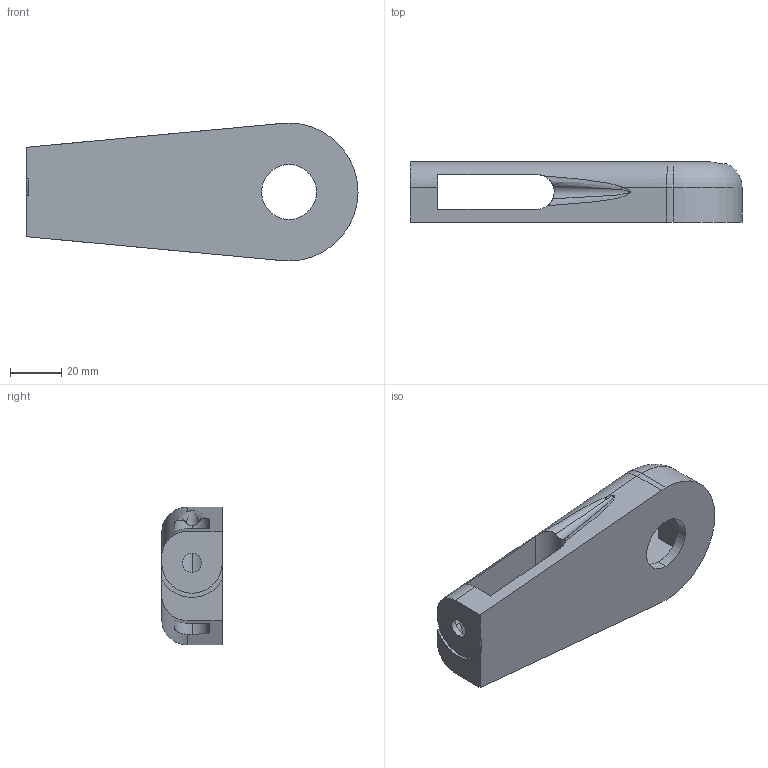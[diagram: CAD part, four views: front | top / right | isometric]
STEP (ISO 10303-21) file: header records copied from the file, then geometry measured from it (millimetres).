
FILE_DESCRIPTION (( 'STEP AP203' ), '1' );
FILE_NAME ('Arm 2_Default_sldprt.STEP', '2024-12-26T22:50:25', ( '' ), ( '' ), 'SwSTEP 2.0', 'SolidWorks 2023', '' );
FILE_SCHEMA (( 'CONFIG_CONTROL_DESIGN' ));
Length unit declared in the file: millimetre
Products named in the file (1): Arm 2_Default_sldprt
Bounding box: 130 x 23.7 x 54 mm (x, y, z)
Volume: 80335.4 mm3; surface area: 24377.1 mm2
Topology: 1 solids, 1 shells, 76 faces, 201 edges, 130 vertices
Faces by surface type: plane 41, cylinder 30, torus 3, bspline 2
Entity records: 2652 total; most frequent: CARTESIAN_POINT 675, ORIENTED_EDGE 402, DIRECTION 394, EDGE_CURVE 201, AXIS2_PLACEMENT_3D 137, VERTEX_POINT 130, LINE 120, VECTOR 120
